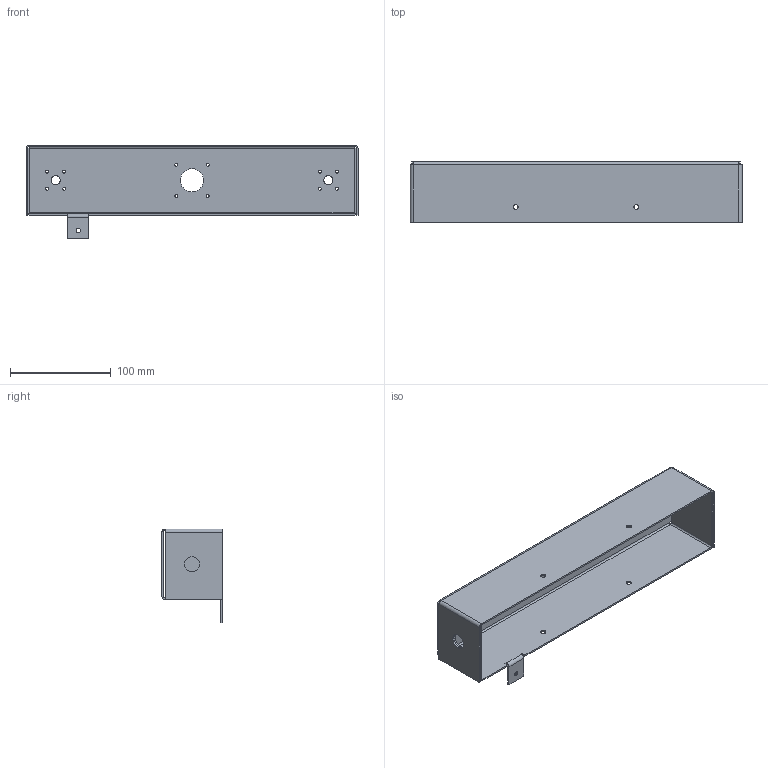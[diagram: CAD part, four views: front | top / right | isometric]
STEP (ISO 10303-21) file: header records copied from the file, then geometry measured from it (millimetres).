
FILE_DESCRIPTION(/* description */ (''),/* implementation_level */ '2;1');
FILE_NAME(/* name */ 'crane.stp',/* time_stamp */ '2016-05-22T17:27:54-07:00',/* author */ ('cruiser'),/* organization */ (''),/* preprocessor_version */ 'ST-DEVELOPER v15.2',/* originating_system */ 'Autodesk Inventor 2014',/* authorisation */ '');
FILE_SCHEMA (('AUTOMOTIVE_DESIGN { 1 0 10303 214 3 1 1 }'));
Length unit declared in the file: millimetre
Products named in the file (1): crane
Bounding box: 330 x 60 x 93.41 mm (x, y, z)
Volume: 118834.9 mm3; surface area: 152965.7 mm2
Topology: 1 solids, 1 shells, 100 faces, 243 edges, 145 vertices
Faces by surface type: plane 64, cylinder 36
Full cylindrical faces by diameter (mm): 3 x12, 4.5 x1, 5 x4, 9 x2, 15 x2, 23 x1
Entity records: 2828 total; most frequent: DIRECTION 490, CARTESIAN_POINT 457, ORIENTED_EDGE 432, EDGE_CURVE 216, AXIS2_PLACEMENT_3D 173, EDGE_LOOP 166, LINE 144, VECTOR 144
